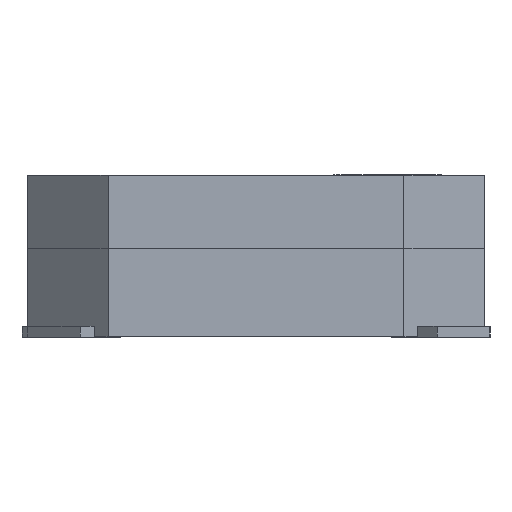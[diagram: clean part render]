
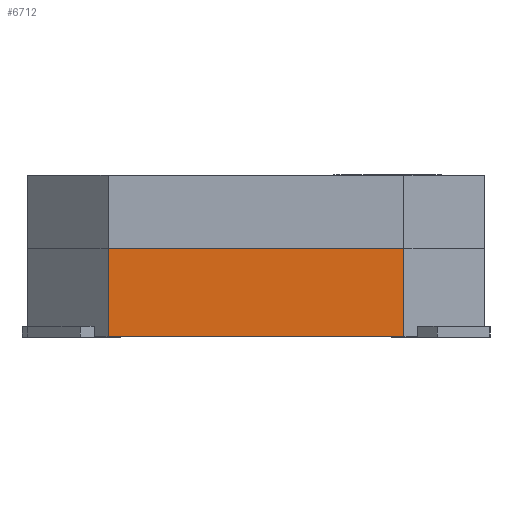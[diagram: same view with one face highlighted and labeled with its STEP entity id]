
A CAD part, left-side view. The second image highlights one B-rep face of the part: STEP entity #6712.
In plain terms, the highlighted planar face has unit normal (-1, 0, 0).
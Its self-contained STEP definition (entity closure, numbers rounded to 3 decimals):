
#5 = PLANE ( 'NONE',  #12970 ) ;
#102 = DIRECTION ( 'NONE',  ( 0., 0., -1. ) ) ;
#121 = LINE ( 'NONE', #5577, #15527 ) ;
#414 = CARTESIAN_POINT ( 'NONE',  ( -4.25, -2.75, 1.652 ) ) ;
#722 = ORIENTED_EDGE ( 'NONE', *, *, #4771, .T. ) ;
#1422 = DIRECTION ( 'NONE',  ( 1., 0., 0. ) ) ;
#1444 = VERTEX_POINT ( 'NONE', #7596 ) ;
#2319 = DIRECTION ( 'NONE',  ( 0., 0., -1. ) ) ;
#3020 = ORIENTED_EDGE ( 'NONE', *, *, #10958, .F. ) ;
#3192 = EDGE_CURVE ( 'NONE', #6321, #11046, #14495, .T. ) ;
#4518 = EDGE_CURVE ( 'NONE', #11046, #1444, #12249, .T. ) ;
#4585 = EDGE_LOOP ( 'NONE', ( #3020, #722, #10258, #6200 ) ) ;
#4771 = EDGE_CURVE ( 'NONE', #11546, #6321, #10870, .T. ) ;
#5577 = CARTESIAN_POINT ( 'NONE',  ( -4.25, -2.75, 3.01 ) ) ;
#6200 = ORIENTED_EDGE ( 'NONE', *, *, #4518, .T. ) ;
#6321 = VERTEX_POINT ( 'NONE', #9130 ) ;
#6712 = ADVANCED_FACE ( 'NONE', ( #9682 ), #5, .F. ) ;
#6807 = CARTESIAN_POINT ( 'NONE',  ( -4.25, -2.75, 0.01 ) ) ;
#7596 = CARTESIAN_POINT ( 'NONE',  ( -4.25, -2.75, 0.01 ) ) ;
#8186 = CARTESIAN_POINT ( 'NONE',  ( -4.25, -2.75, 3.01 ) ) ;
#8188 = DIRECTION ( 'NONE',  ( 0., 1., 0. ) ) ;
#8917 = VECTOR ( 'NONE', #8188, 1000. ) ;
#9130 = CARTESIAN_POINT ( 'NONE',  ( -4.25, 2.75, 1.652 ) ) ;
#9561 = DIRECTION ( 'NONE',  ( 0., -1., 0. ) ) ;
#9634 = VECTOR ( 'NONE', #2319, 1000. ) ;
#9682 = FACE_OUTER_BOUND ( 'NONE', #4585, .T. ) ;
#10258 = ORIENTED_EDGE ( 'NONE', *, *, #3192, .T. ) ;
#10870 = LINE ( 'NONE', #14775, #8917 ) ;
#10958 = EDGE_CURVE ( 'NONE', #11546, #1444, #121, .T. ) ;
#11046 = VERTEX_POINT ( 'NONE', #15572 ) ;
#11546 = VERTEX_POINT ( 'NONE', #414 ) ;
#12249 = LINE ( 'NONE', #6807, #15134 ) ;
#12970 = AXIS2_PLACEMENT_3D ( 'NONE', #8186, #1422, #102 ) ;
#14495 = LINE ( 'NONE', #16903, #9634 ) ;
#14775 = CARTESIAN_POINT ( 'NONE',  ( -4.25, -2.75, 1.652 ) ) ;
#15134 = VECTOR ( 'NONE', #9561, 1000. ) ;
#15144 = DIRECTION ( 'NONE',  ( 0., 0., -1. ) ) ;
#15527 = VECTOR ( 'NONE', #15144, 1000. ) ;
#15572 = CARTESIAN_POINT ( 'NONE',  ( -4.25, 2.75, 0.01 ) ) ;
#16903 = CARTESIAN_POINT ( 'NONE',  ( -4.25, 2.75, 3.01 ) ) ;
